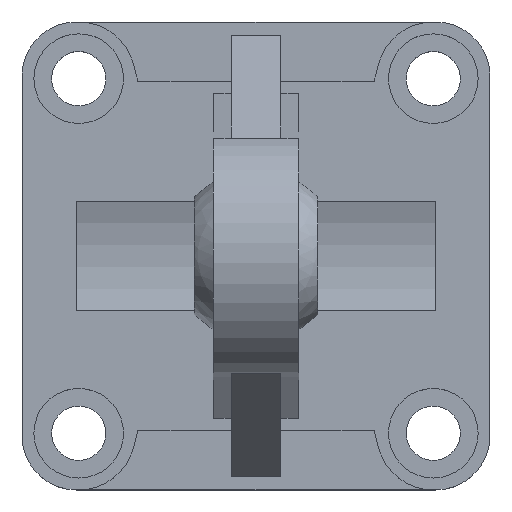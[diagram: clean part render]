
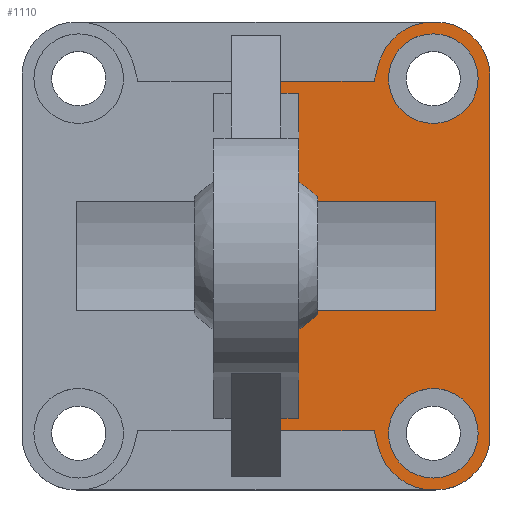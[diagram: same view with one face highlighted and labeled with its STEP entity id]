
A CAD part, top view. The second image highlights one B-rep face of the part: STEP entity #1110.
In plain terms, the highlighted planar face has unit normal (0, 0, 1).
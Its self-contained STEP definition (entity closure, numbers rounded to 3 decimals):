
#17=FACE_BOUND('',#140,.T.);
#18=FACE_BOUND('',#141,.T.);
#38=PLANE('',#1197);
#78=FACE_OUTER_BOUND('',#139,.T.);
#139=EDGE_LOOP('',(#772,#773,#774,#775,#776,#777,#778,#779,#780,#781,#782,
#783,#784,#785,#786,#787,#788,#789,#790,#791));
#140=EDGE_LOOP('',(#792,#793));
#141=EDGE_LOOP('',(#794,#795));
#220=LINE('',#1675,#325);
#221=LINE('',#1679,#326);
#222=LINE('',#1683,#327);
#223=LINE('',#1685,#328);
#224=LINE('',#1687,#329);
#225=LINE('',#1689,#330);
#226=LINE('',#1691,#331);
#227=LINE('',#1693,#332);
#228=LINE('',#1695,#333);
#229=LINE('',#1697,#334);
#230=LINE('',#1699,#335);
#231=LINE('',#1701,#336);
#232=LINE('',#1703,#337);
#233=LINE('',#1705,#338);
#234=LINE('',#1707,#339);
#235=LINE('',#1710,#340);
#325=VECTOR('',#1332,73.);
#326=VECTOR('',#1335,0.5);
#327=VECTOR('',#1338,3.464);
#328=VECTOR('',#1339,19.);
#329=VECTOR('',#1340,2.5);
#330=VECTOR('',#1341,3.65);
#331=VECTOR('',#1342,22.);
#332=VECTOR('',#1343,27.85);
#333=VECTOR('',#1344,22.);
#334=VECTOR('',#1345,27.85);
#335=VECTOR('',#1346,22.);
#336=VECTOR('',#1347,3.65);
#337=VECTOR('',#1348,2.5);
#338=VECTOR('',#1349,19.);
#339=VECTOR('',#1350,3.464);
#340=VECTOR('',#1353,0.5);
#431=CIRCLE('',#1195,11.);
#433=CIRCLE('',#1198,11.);
#434=CIRCLE('',#1199,11.5);
#435=CIRCLE('',#1200,11.5);
#436=CIRCLE('',#1201,9.1);
#437=CIRCLE('',#1202,9.1);
#438=CIRCLE('',#1203,9.1);
#439=CIRCLE('',#1204,9.1);
#489=VERTEX_POINT('',#1665);
#490=VERTEX_POINT('',#1666);
#493=VERTEX_POINT('',#1674);
#494=VERTEX_POINT('',#1676);
#495=VERTEX_POINT('',#1678);
#496=VERTEX_POINT('',#1680);
#497=VERTEX_POINT('',#1682);
#498=VERTEX_POINT('',#1684);
#499=VERTEX_POINT('',#1686);
#500=VERTEX_POINT('',#1688);
#501=VERTEX_POINT('',#1690);
#502=VERTEX_POINT('',#1692);
#503=VERTEX_POINT('',#1694);
#504=VERTEX_POINT('',#1696);
#505=VERTEX_POINT('',#1698);
#506=VERTEX_POINT('',#1700);
#507=VERTEX_POINT('',#1702);
#508=VERTEX_POINT('',#1704);
#509=VERTEX_POINT('',#1706);
#510=VERTEX_POINT('',#1708);
#511=VERTEX_POINT('',#1711);
#512=VERTEX_POINT('',#1712);
#513=VERTEX_POINT('',#1715);
#514=VERTEX_POINT('',#1716);
#602=EDGE_CURVE('',#489,#490,#431,.T.);
#606=EDGE_CURVE('',#493,#489,#220,.T.);
#607=EDGE_CURVE('',#494,#493,#433,.T.);
#608=EDGE_CURVE('',#495,#494,#221,.T.);
#609=EDGE_CURVE('',#495,#496,#434,.T.);
#610=EDGE_CURVE('',#496,#497,#222,.T.);
#611=EDGE_CURVE('',#497,#498,#223,.T.);
#612=EDGE_CURVE('',#498,#499,#224,.T.);
#613=EDGE_CURVE('',#499,#500,#225,.T.);
#614=EDGE_CURVE('',#500,#501,#226,.T.);
#615=EDGE_CURVE('',#501,#502,#227,.T.);
#616=EDGE_CURVE('',#502,#503,#228,.T.);
#617=EDGE_CURVE('',#503,#504,#229,.T.);
#618=EDGE_CURVE('',#504,#505,#230,.T.);
#619=EDGE_CURVE('',#505,#506,#231,.T.);
#620=EDGE_CURVE('',#506,#507,#232,.T.);
#621=EDGE_CURVE('',#507,#508,#233,.T.);
#622=EDGE_CURVE('',#508,#509,#234,.T.);
#623=EDGE_CURVE('',#509,#510,#435,.T.);
#624=EDGE_CURVE('',#490,#510,#235,.T.);
#625=EDGE_CURVE('',#511,#512,#436,.T.);
#626=EDGE_CURVE('',#512,#511,#437,.T.);
#627=EDGE_CURVE('',#513,#514,#438,.T.);
#628=EDGE_CURVE('',#514,#513,#439,.T.);
#772=ORIENTED_EDGE('',*,*,#602,.F.);
#773=ORIENTED_EDGE('',*,*,#606,.F.);
#774=ORIENTED_EDGE('',*,*,#607,.F.);
#775=ORIENTED_EDGE('',*,*,#608,.F.);
#776=ORIENTED_EDGE('',*,*,#609,.T.);
#777=ORIENTED_EDGE('',*,*,#610,.T.);
#778=ORIENTED_EDGE('',*,*,#611,.T.);
#779=ORIENTED_EDGE('',*,*,#612,.T.);
#780=ORIENTED_EDGE('',*,*,#613,.T.);
#781=ORIENTED_EDGE('',*,*,#614,.T.);
#782=ORIENTED_EDGE('',*,*,#615,.T.);
#783=ORIENTED_EDGE('',*,*,#616,.T.);
#784=ORIENTED_EDGE('',*,*,#617,.T.);
#785=ORIENTED_EDGE('',*,*,#618,.T.);
#786=ORIENTED_EDGE('',*,*,#619,.T.);
#787=ORIENTED_EDGE('',*,*,#620,.T.);
#788=ORIENTED_EDGE('',*,*,#621,.T.);
#789=ORIENTED_EDGE('',*,*,#622,.T.);
#790=ORIENTED_EDGE('',*,*,#623,.T.);
#791=ORIENTED_EDGE('',*,*,#624,.F.);
#792=ORIENTED_EDGE('',*,*,#625,.T.);
#793=ORIENTED_EDGE('',*,*,#626,.T.);
#794=ORIENTED_EDGE('',*,*,#627,.T.);
#795=ORIENTED_EDGE('',*,*,#628,.T.);
#1110=ADVANCED_FACE('',(#78,#17,#18),#38,.T.);
#1195=AXIS2_PLACEMENT_3D('',#1667,#1324,#1325);
#1197=AXIS2_PLACEMENT_3D('',#1673,#1330,#1331);
#1198=AXIS2_PLACEMENT_3D('',#1677,#1333,#1334);
#1199=AXIS2_PLACEMENT_3D('',#1681,#1336,#1337);
#1200=AXIS2_PLACEMENT_3D('',#1709,#1351,#1352);
#1201=AXIS2_PLACEMENT_3D('',#1713,#1354,#1355);
#1202=AXIS2_PLACEMENT_3D('',#1714,#1356,#1357);
#1203=AXIS2_PLACEMENT_3D('',#1717,#1358,#1359);
#1204=AXIS2_PLACEMENT_3D('',#1718,#1360,#1361);
#1324=DIRECTION('center_axis',(0.,0.,-1.));
#1325=DIRECTION('ref_axis',(0.707,-0.707,0.));
#1330=DIRECTION('center_axis',(0.,0.,1.));
#1331=DIRECTION('ref_axis',(1.,0.,0.));
#1332=DIRECTION('',(0.,-1.,0.));
#1333=DIRECTION('center_axis',(0.,0.,-1.));
#1334=DIRECTION('ref_axis',(0.707,0.707,0.));
#1335=DIRECTION('',(1.,0.,0.));
#1336=DIRECTION('center_axis',(0.,0.,1.));
#1337=DIRECTION('ref_axis',(0.,-1.,0.));
#1338=DIRECTION('',(-0.248,-0.969,0.));
#1339=DIRECTION('',(-1.,0.,0.));
#1340=DIRECTION('',(0.,-1.,0.));
#1341=DIRECTION('',(1.,0.,0.));
#1342=DIRECTION('',(0.,-1.,0.));
#1343=DIRECTION('',(1.,0.,0.));
#1344=DIRECTION('',(0.,-1.,0.));
#1345=DIRECTION('',(-1.,0.,0.));
#1346=DIRECTION('',(0.,-1.,0.));
#1347=DIRECTION('',(-1.,0.,0.));
#1348=DIRECTION('',(0.,-1.,0.));
#1349=DIRECTION('',(1.,0.,0.));
#1350=DIRECTION('',(0.248,-0.969,0.));
#1351=DIRECTION('center_axis',(0.,0.,1.));
#1352=DIRECTION('ref_axis',(0.,1.,0.));
#1353=DIRECTION('',(-1.,0.,0.));
#1354=DIRECTION('center_axis',(0.,0.,-1.));
#1355=DIRECTION('ref_axis',(1.,0.,0.));
#1356=DIRECTION('center_axis',(0.,0.,-1.));
#1357=DIRECTION('ref_axis',(1.,0.,0.));
#1358=DIRECTION('center_axis',(0.,0.,-1.));
#1359=DIRECTION('ref_axis',(1.,0.,0.));
#1360=DIRECTION('center_axis',(0.,0.,-1.));
#1361=DIRECTION('ref_axis',(1.,0.,0.));
#1665=CARTESIAN_POINT('',(47.5,-36.5,14.));
#1666=CARTESIAN_POINT('',(36.5,-47.5,14.));
#1667=CARTESIAN_POINT('Origin',(36.5,-36.5,14.));
#1673=CARTESIAN_POINT('Origin',(0.,0.,
14.));
#1674=CARTESIAN_POINT('',(47.5,36.5,14.));
#1675=CARTESIAN_POINT('',(47.5,-47.5,14.));
#1676=CARTESIAN_POINT('',(36.5,47.5,14.));
#1677=CARTESIAN_POINT('Origin',(36.5,36.5,14.));
#1678=CARTESIAN_POINT('',(36.,47.5,14.));
#1679=CARTESIAN_POINT('',(47.5,47.5,14.));
#1680=CARTESIAN_POINT('',(24.86,38.856,14.));
#1681=CARTESIAN_POINT('Origin',(36.,36.,14.));
#1682=CARTESIAN_POINT('',(24.,35.5,14.));
#1683=CARTESIAN_POINT('',(18.991,15.958,14.));
#1684=CARTESIAN_POINT('',(5.,35.5,14.));
#1685=CARTESIAN_POINT('',(-12.,35.5,14.));
#1686=CARTESIAN_POINT('',(5.,33.,14.));
#1687=CARTESIAN_POINT('',(5.,16.432,14.));
#1688=CARTESIAN_POINT('',(8.65,33.,14.));
#1689=CARTESIAN_POINT('',(0.,33.,14.));
#1690=CARTESIAN_POINT('',(8.65,11.,14.));
#1691=CARTESIAN_POINT('',(8.65,0.02,14.));
#1692=CARTESIAN_POINT('',(36.5,11.,14.));
#1693=CARTESIAN_POINT('',(36.5,11.,14.));
#1694=CARTESIAN_POINT('',(36.5,-11.,14.));
#1695=CARTESIAN_POINT('',(36.5,0.,14.));
#1696=CARTESIAN_POINT('',(8.65,-11.,14.));
#1697=CARTESIAN_POINT('',(36.5,-11.,14.));
#1698=CARTESIAN_POINT('',(8.65,-33.,14.));
#1699=CARTESIAN_POINT('',(8.65,0.02,14.));
#1700=CARTESIAN_POINT('',(5.,-33.,14.));
#1701=CARTESIAN_POINT('',(0.,-33.,14.));
#1702=CARTESIAN_POINT('',(5.,-35.5,14.));
#1703=CARTESIAN_POINT('',(5.,-16.432,14.));
#1704=CARTESIAN_POINT('',(24.,-35.5,14.));
#1705=CARTESIAN_POINT('',(-12.,-35.5,14.));
#1706=CARTESIAN_POINT('',(24.86,-38.856,14.));
#1707=CARTESIAN_POINT('',(18.991,-15.958,14.));
#1708=CARTESIAN_POINT('',(36.,-47.5,14.));
#1709=CARTESIAN_POINT('Origin',(36.,-36.,14.));
#1710=CARTESIAN_POINT('',(-47.5,-47.5,14.));
#1711=CARTESIAN_POINT('',(45.1,36.,14.));
#1712=CARTESIAN_POINT('',(26.9,36.,14.));
#1713=CARTESIAN_POINT('Origin',(36.,36.,14.));
#1714=CARTESIAN_POINT('Origin',(36.,36.,14.));
#1715=CARTESIAN_POINT('',(45.1,-36.,14.));
#1716=CARTESIAN_POINT('',(26.9,-36.,14.));
#1717=CARTESIAN_POINT('Origin',(36.,-36.,14.));
#1718=CARTESIAN_POINT('Origin',(36.,-36.,14.));
